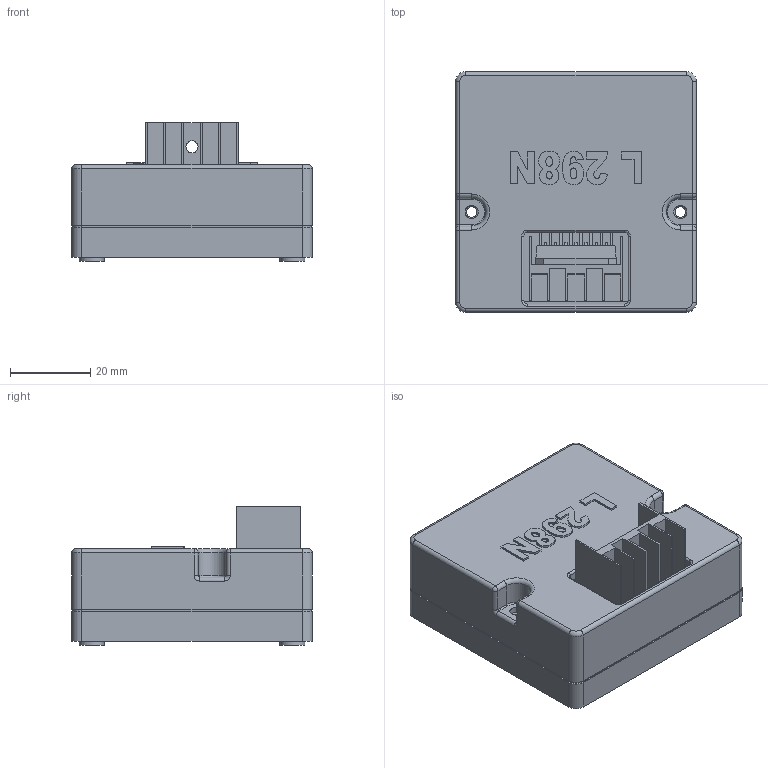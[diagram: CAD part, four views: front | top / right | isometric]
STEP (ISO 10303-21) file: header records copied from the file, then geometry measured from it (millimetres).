
FILE_DESCRIPTION(/* description */ (''),/* implementation_level */ '2;1');
FILE_NAME(/* name */ 'L298N Motor Driver.stp',/* time_stamp */ '2020-12-22T08:27:28+01:00',/* author */ (''),/* organization */ (''),/* preprocessor_version */ 'ST-DEVELOPER v16.7',/* originating_system */ 'SIEMENS PLM Software NX 1892',/* authorisation */ '');
FILE_SCHEMA (('AUTOMOTIVE_DESIGN { 1 0 10303 214 3 1 1 1 }'));
Length unit declared in the file: millimetre
Products named in the file (1): aj3694DA12qaco
Bounding box: 60 x 60 x 34.5 mm (x, y, z)
Volume: 25312.8 mm3; surface area: 35879.4 mm2
Topology: 5 solids, 5 shells, 743 faces, 1762 edges, 1043 vertices
Faces by surface type: plane 418, cylinder 225, torus 52, sphere 18, extrusion 14, cone 8, bspline 8
Full cylindrical faces by diameter (mm): 2.6 x9, 3.2 x10, 3.3 x2, 5 x4, 6 x4, 6.2 x4
Entity records: 23989 total; most frequent: CARTESIAN_POINT 4618, DIRECTION 3586, ORIENTED_EDGE 3360, EDGE_CURVE 1680, AXIS2_PLACEMENT_3D 1264, VECTOR 1058, LINE 1044, VERTEX_POINT 1024
